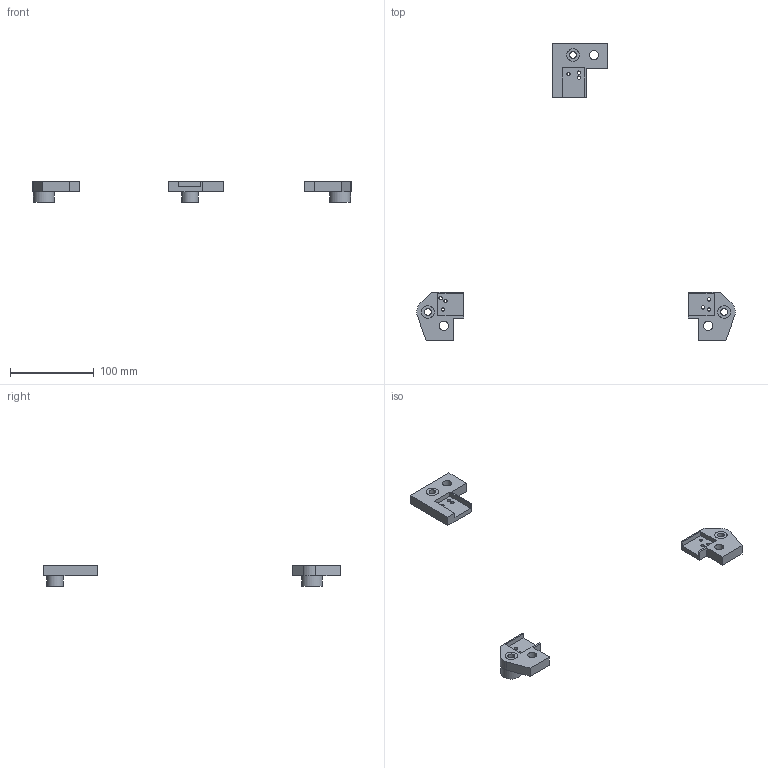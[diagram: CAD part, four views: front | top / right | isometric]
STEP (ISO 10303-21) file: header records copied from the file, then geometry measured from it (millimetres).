
FILE_DESCRIPTION(/* description */ (''),/* implementation_level */ '2;1');
FILE_NAME(/* name */ 'blocks v5.step',/* time_stamp */ '2025-10-28T12:02:04-04:00',/* author */ (''),/* organization */ (''),/* preprocessor_version */ 'ST-DEVELOPER v20.1',/* originating_system */ 'Autodesk Translation Framework v14.17.0.0',/* authorisation */ '');
FILE_SCHEMA (('AUTOMOTIVE_DESIGN { 1 0 10303 214 3 1 1 }'));
Length unit declared in the file: millimetre
Products named in the file (10): blocks; Component2; Component5; Component6; Component3; Component7; Component8; Component4; Component9; Component10
Assembly tree (9 placements, depth 3):
  blocks
    Component2
      Component5
      Component6
    Component3
      Component7
      Component8
    Component4
      Component9
      Component10
Bounding box: 380.99 x 354.25 x 25 mm (x, y, z)
Volume: 95140.8 mm3; surface area: 38819.7 mm2
Topology: 6 solids, 6 shells, 73 faces, 174 edges, 116 vertices
Faces by surface type: plane 47, cylinder 26
Full cylindrical faces by diameter (mm): 4 x9, 8 x3, 11 x3, 15 x6, 20 x1, 25 x2
Entity records: 2472 total; most frequent: DIRECTION 410, CARTESIAN_POINT 382, ORIENTED_EDGE 348, EDGE_CURVE 174, AXIS2_PLACEMENT_3D 144, LINE 122, VECTOR 122, VERTEX_POINT 116
